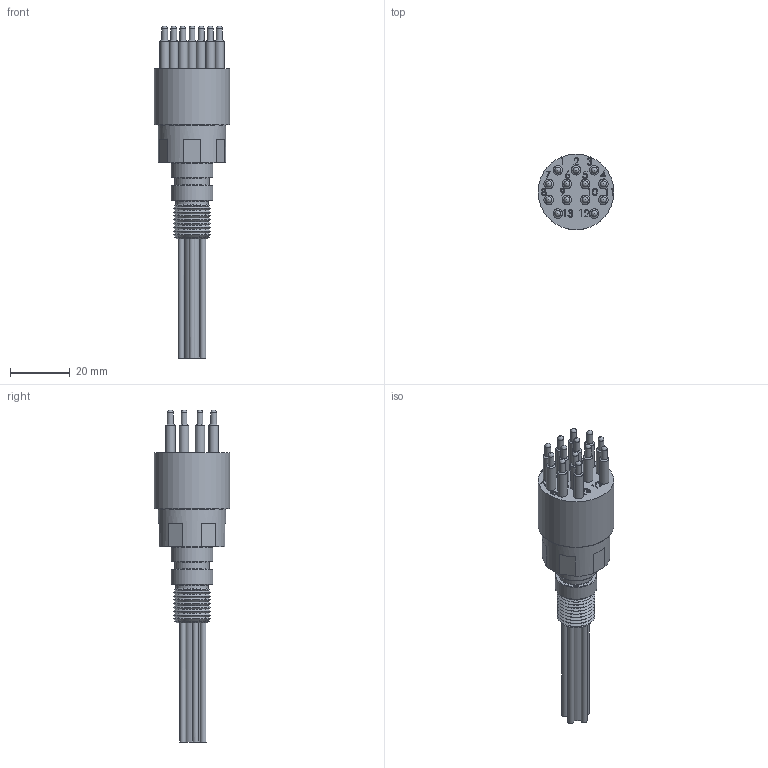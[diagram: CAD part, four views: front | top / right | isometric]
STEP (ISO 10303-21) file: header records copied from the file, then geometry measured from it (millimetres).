
FILE_DESCRIPTION(/* description */ ('STEP AP214'),/* implementation_level */ '2;1');
FILE_NAME(/* name */ 'DBH13M 2 O-ring.stp',/* time_stamp */ '2021-01-13T08:17:46+01:00',/* author */ ('sh'),/* organization */ (''),/* preprocessor_version */ 'ST-DEVELOPER v17.2',/* originating_system */ 'Autodesk Inventor 2019',/* authorisation */ '');
FILE_SCHEMA (('AUTOMOTIVE_DESIGN { 1 0 10303 214 3 1 1 }'));
Length unit declared in the file: inch
Products named in the file (1): DBH13M 2 O-ring
Bounding box: 25.35 x 25.35 x 111.02 mm (x, y, z)
Volume: 20451.2 mm3; surface area: 8184.3 mm2
Topology: 1 solids, 1 shells, 351 faces, 941 edges, 650 vertices
Faces by surface type: plane 162, bspline 105, cylinder 38, cone 33, torus 13
Full cylindrical faces by diameter (mm): 1.981 x5, 1.986 x13, 3.175 x13, 5.588 x1, 11.024 x1, 11.379 x1, 13.975 x2, 22.606 x1, 25.349 x1
Entity records: 16879 total; most frequent: CARTESIAN_POINT 8169, ORIENTED_EDGE 1882, DIRECTION 1558, EDGE_CURVE 941, VERTEX_POINT 650, AXIS2_PLACEMENT_3D 558, LINE 442, VECTOR 442
